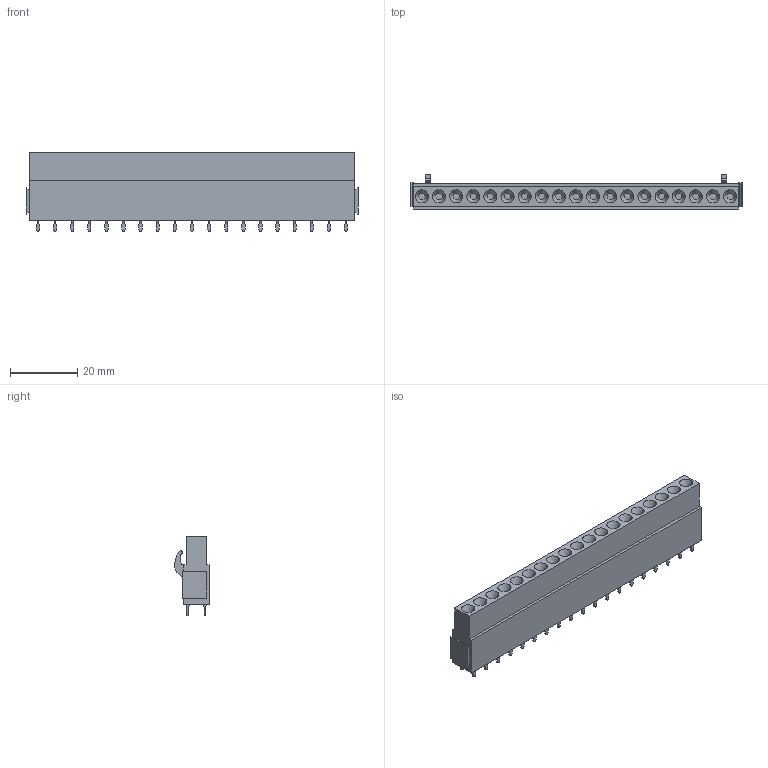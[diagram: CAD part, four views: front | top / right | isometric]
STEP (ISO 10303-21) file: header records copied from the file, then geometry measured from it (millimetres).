
FILE_DESCRIPTION(('CATIA V5 STEP Exchange','CAx-IF Rec.Pracs.--- Model Styling and Organization---1.2---2011-12-15'),'2;1');
FILE_NAME ('D1454394_0', '2018-09-01T02:57:48+00:00', ('none'), ('Weidmueller'), 'CATIA Version 5-6 Release 2014', 'CATIA V5 STEP AP214', 'none');
FILE_SCHEMA(('AUTOMOTIVE_DESIGN { 1 0 10303 214 1 1 1 1 }'));
Length unit declared in the file: millimetre
Products named in the file (1): 1682900000
Bounding box: 98.52 x 10.28 x 23.45 mm (x, y, z)
Volume: 13657.7 mm3; surface area: 6517.9 mm2
Topology: 39 solids, 39 shells, 959 faces, 2272 edges, 1450 vertices
Faces by surface type: plane 793, cylinder 128, cone 38
Entity records: 25120 total; most frequent: ORIENTED_EDGE 4544, CARTESIAN_POINT 4357, DIRECTION 3540, EDGE_CURVE 2272, VECTOR 1940, LINE 1940, VERTEX_POINT 1450, EDGE_LOOP 1018
